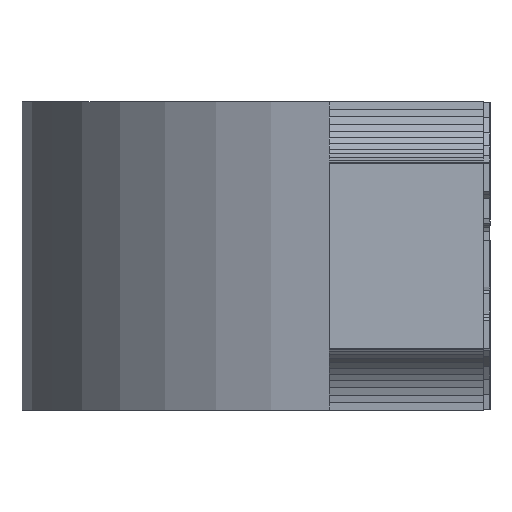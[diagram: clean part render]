
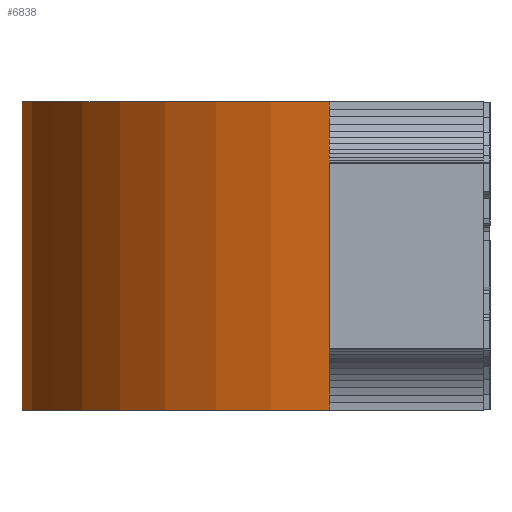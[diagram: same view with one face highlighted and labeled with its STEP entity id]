
A CAD part, left-side view. The second image highlights one B-rep face of the part: STEP entity #6838.
In plain terms, the highlighted cylindrical face has radius 1.1 mm (diameter 2.2 mm), a partial arc.
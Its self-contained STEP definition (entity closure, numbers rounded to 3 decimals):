
#1709 = VERTEX_POINT('',#1710);
#1710 = CARTESIAN_POINT('',(-1.095,0.25,0.));
#1917 = VERTEX_POINT('',#1918);
#1918 = CARTESIAN_POINT('',(-1.095,0.25,1.));
#1924 = EDGE_CURVE('',#1709,#1917,#1925,.T.);
#1925 = LINE('',#1926,#1927);
#1926 = CARTESIAN_POINT('',(-1.095,0.25,0.));
#1927 = VECTOR('',#1928,1.);
#1928 = DIRECTION('',(0.,0.,1.));
#1980 = VERTEX_POINT('',#1981);
#1981 = CARTESIAN_POINT('',(1.095,0.25,0.));
#4255 = VERTEX_POINT('',#4256);
#4256 = CARTESIAN_POINT('',(1.095,0.25,1.));
#6838 = ADVANCED_FACE('',(#6839),#6862,.T.);
#6839 = FACE_BOUND('',#6840,.T.);
#6840 = EDGE_LOOP('',(#6841,#6847,#6854,#6855));
#6841 = ORIENTED_EDGE('',*,*,#6842,.F.);
#6842 = EDGE_CURVE('',#1980,#4255,#6843,.T.);
#6843 = LINE('',#6844,#6845);
#6844 = CARTESIAN_POINT('',(1.095,0.25,0.));
#6845 = VECTOR('',#6846,1.);
#6846 = DIRECTION('',(0.,0.,1.));
#6847 = ORIENTED_EDGE('',*,*,#6848,.T.);
#6848 = EDGE_CURVE('',#1980,#1709,#6849,.T.);
#6849 = CIRCLE('',#6850,1.1);
#6850 = AXIS2_PLACEMENT_3D('',#6851,#6852,#6853);
#6851 = CARTESIAN_POINT('',(0.,0.15,0.));
#6852 = DIRECTION('',(0.,0.,1.));
#6853 = DIRECTION('',(1.,0.,0.));
#6854 = ORIENTED_EDGE('',*,*,#1924,.T.);
#6855 = ORIENTED_EDGE('',*,*,#6856,.F.);
#6856 = EDGE_CURVE('',#4255,#1917,#6857,.T.);
#6857 = CIRCLE('',#6858,1.1);
#6858 = AXIS2_PLACEMENT_3D('',#6859,#6860,#6861);
#6859 = CARTESIAN_POINT('',(0.,0.15,1.));
#6860 = DIRECTION('',(0.,0.,1.));
#6861 = DIRECTION('',(1.,0.,0.));
#6862 = CYLINDRICAL_SURFACE('',#6863,1.1);
#6863 = AXIS2_PLACEMENT_3D('',#6864,#6865,#6866);
#6864 = CARTESIAN_POINT('',(0.,0.15,0.));
#6865 = DIRECTION('',(0.,0.,1.));
#6866 = DIRECTION('',(1.,0.,0.));
